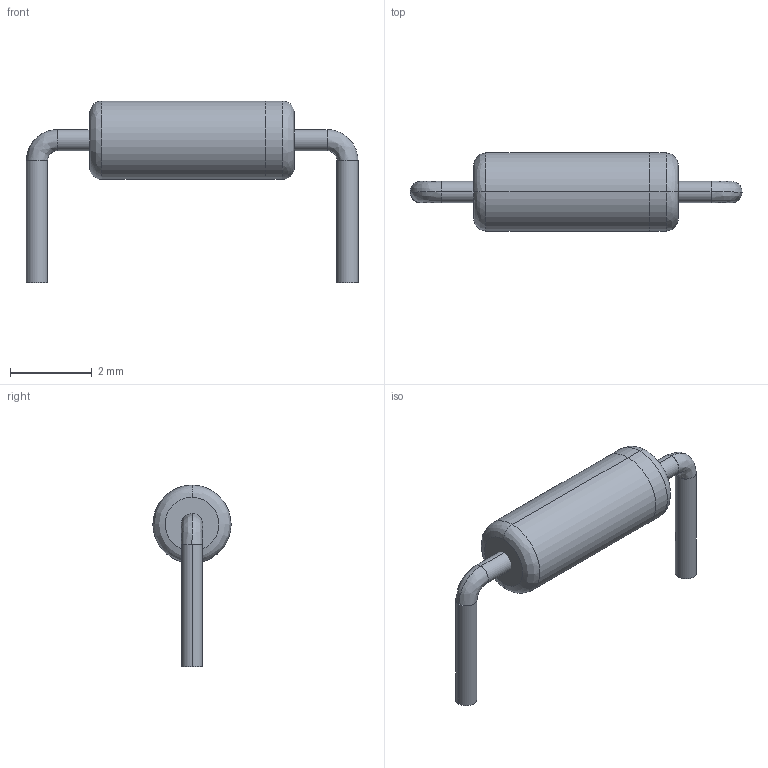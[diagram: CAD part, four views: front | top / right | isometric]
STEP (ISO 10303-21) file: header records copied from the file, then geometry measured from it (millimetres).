
FILE_DESCRIPTION (( 'STEP AP214' ), '1' );
FILE_NAME ('User Library-DO-35_300mils.STEP', '2019-01-03T19:48:35', ( '' ), ( '' ), 'SwSTEP 2.0', 'SolidWorks 2018', '' );
FILE_SCHEMA (( 'AUTOMOTIVE_DESIGN' ));
Length unit declared in the file: millimetre
Products named in the file (9): User Library-DO-35_300mils_Cylinder004; User Library-DO-35_300mils_Torus_(Mirror_#1); User Library-DO-35_300mils; User Library-DO-35_300mils_Fillet001; User Library-DO-35_300mils_Cylinder001; User Library-DO-35_300mils_Cylinder002; User Library-DO-35_300mils_Fillet; User Library-DO-35_300mils_Torus; User Library-DO-35_300mils_Cylinder003
Assembly tree (8 placements, depth 2):
  User Library-DO-35_300mils
    User Library-DO-35_300mils_Cylinder001
    User Library-DO-35_300mils_Cylinder002
    User Library-DO-35_300mils_Torus
    User Library-DO-35_300mils_Cylinder003
    User Library-DO-35_300mils_Cylinder004
    User Library-DO-35_300mils_Torus_(Mirror_#1)
    User Library-DO-35_300mils_Fillet
    User Library-DO-35_300mils_Fillet001
Bounding box: 8.14 x 1.92 x 4.46 mm (x, y, z)
Volume: 16.4 mm3; surface area: 58.4 mm2
Topology: 8 solids, 8 shells, 36 faces, 56 edges, 36 vertices
Faces by surface type: plane 16, cylinder 12, bspline 8
Entity records: 1734 total; most frequent: CARTESIAN_POINT 343, DIRECTION 154, ORIENTED_EDGE 112, AXIS2_PLACEMENT_3D 71, UNCERTAINTY_MEASURE_WITH_UNIT 61, EDGE_CURVE 56, FILL_AREA_STYLE_COLOUR 52, MECHANICAL_DESIGN_GEOMETRIC_PRESENTATION_REPRESENTATION 52
